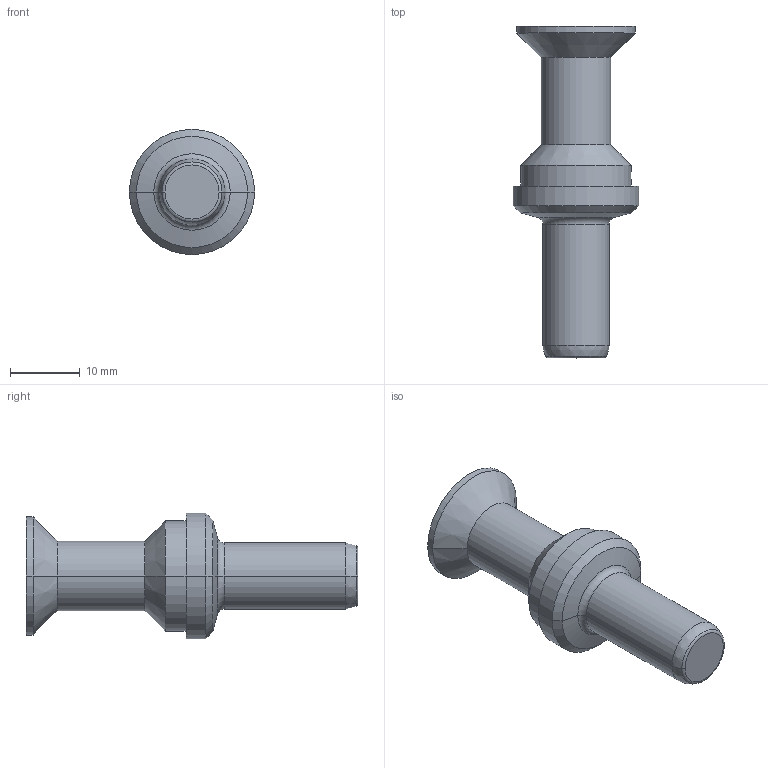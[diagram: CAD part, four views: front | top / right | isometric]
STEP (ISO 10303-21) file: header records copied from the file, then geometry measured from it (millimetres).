
FILE_DESCRIPTION((''),'2;1');
FILE_NAME('CHSM200-25','2017-05-19T',('tl.yang'),(''),'PRO/ENGINEER BY PARAMETRIC TECHNOLOGY CORPORATION, 2011500','PRO/ENGINEER BY PARAMETRIC TECHNOLOGY CORPORATION, 2011500','');
FILE_SCHEMA(('CONFIG_CONTROL_DESIGN'));
Length unit declared in the file: millimetre
Products named in the file (1): CHSM200-25
Bounding box: 18 x 47.7 x 18 mm (x, y, z)
Volume: 4260.9 mm3; surface area: 2785 mm2
Topology: 1 solids, 1 shells, 35 faces, 73 edges, 38 vertices
Faces by surface type: cylinder 14, cone 12, torus 4, plane 3, revolution 2
Entity records: 1009 total; most frequent: CARTESIAN_POINT 224, DIRECTION 171, ORIENTED_EDGE 142, AXIS2_PLACEMENT_3D 71, EDGE_CURVE 71, VERTEX_POINT 38, CIRCLE 38, EDGE_LOOP 37
